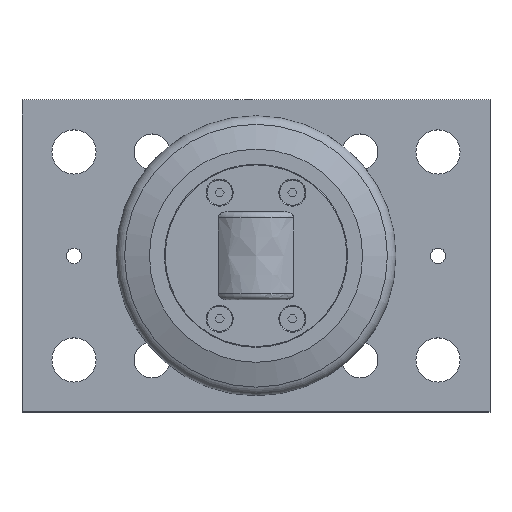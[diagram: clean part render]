
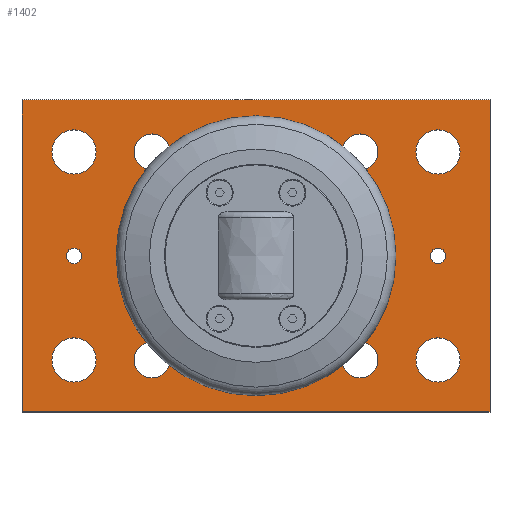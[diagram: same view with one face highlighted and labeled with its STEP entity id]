
A CAD part, top view. The second image highlights one B-rep face of the part: STEP entity #1402.
In plain terms, the highlighted planar face has unit normal (0, 0, 1).
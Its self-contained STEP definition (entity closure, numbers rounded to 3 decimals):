
#72=FACE_BOUND('',#325,.T.);
#73=FACE_BOUND('',#326,.T.);
#74=FACE_BOUND('',#327,.T.);
#75=FACE_BOUND('',#328,.T.);
#76=FACE_BOUND('',#329,.T.);
#77=FACE_BOUND('',#330,.T.);
#78=FACE_BOUND('',#331,.T.);
#79=FACE_BOUND('',#332,.T.);
#80=FACE_BOUND('',#333,.T.);
#81=FACE_BOUND('',#334,.T.);
#82=FACE_BOUND('',#335,.T.);
#121=CIRCLE('',#1522,3.);
#123=CIRCLE('',#1525,3.);
#125=CIRCLE('',#1528,8.5);
#127=CIRCLE('',#1531,8.5);
#129=CIRCLE('',#1534,8.5);
#131=CIRCLE('',#1537,8.5);
#133=CIRCLE('',#1540,6.918);
#134=CIRCLE('',#1541,6.918);
#136=CIRCLE('',#1544,6.918);
#137=CIRCLE('',#1545,6.918);
#139=CIRCLE('',#1548,6.918);
#140=CIRCLE('',#1549,6.918);
#142=CIRCLE('',#1552,6.918);
#143=CIRCLE('',#1553,6.918);
#145=CIRCLE('',#1557,35.);
#229=FACE_OUTER_BOUND('',#324,.T.);
#324=EDGE_LOOP('',(#1226,#1227,#1228,#1229));
#325=EDGE_LOOP('',(#1230));
#326=EDGE_LOOP('',(#1231));
#327=EDGE_LOOP('',(#1232));
#328=EDGE_LOOP('',(#1233));
#329=EDGE_LOOP('',(#1234));
#330=EDGE_LOOP('',(#1235));
#331=EDGE_LOOP('',(#1236));
#332=EDGE_LOOP('',(#1237,#1238));
#333=EDGE_LOOP('',(#1239,#1240));
#334=EDGE_LOOP('',(#1241,#1242));
#335=EDGE_LOOP('',(#1243,#1244));
#432=LINE('',#2324,#543);
#436=LINE('',#2332,#547);
#439=LINE('',#2338,#550);
#442=LINE('',#2343,#553);
#543=VECTOR('',#1843,10.);
#547=VECTOR('',#1849,10.);
#550=VECTOR('',#1854,10.);
#553=VECTOR('',#1859,10.);
#657=VERTEX_POINT('',#2322);
#658=VERTEX_POINT('',#2323);
#661=VERTEX_POINT('',#2331);
#663=VERTEX_POINT('',#2337);
#665=VERTEX_POINT('',#2346);
#667=VERTEX_POINT('',#2352);
#669=VERTEX_POINT('',#2358);
#671=VERTEX_POINT('',#2364);
#673=VERTEX_POINT('',#2370);
#675=VERTEX_POINT('',#2376);
#677=VERTEX_POINT('',#2382);
#678=VERTEX_POINT('',#2383);
#680=VERTEX_POINT('',#2390);
#681=VERTEX_POINT('',#2391);
#683=VERTEX_POINT('',#2398);
#684=VERTEX_POINT('',#2399);
#686=VERTEX_POINT('',#2406);
#687=VERTEX_POINT('',#2407);
#689=VERTEX_POINT('',#2415);
#832=EDGE_CURVE('',#657,#658,#432,.T.);
#836=EDGE_CURVE('',#661,#657,#436,.T.);
#839=EDGE_CURVE('',#663,#661,#439,.T.);
#842=EDGE_CURVE('',#658,#663,#442,.T.);
#844=EDGE_CURVE('',#665,#665,#121,.T.);
#847=EDGE_CURVE('',#667,#667,#123,.T.);
#850=EDGE_CURVE('',#669,#669,#125,.T.);
#853=EDGE_CURVE('',#671,#671,#127,.T.);
#856=EDGE_CURVE('',#673,#673,#129,.T.);
#859=EDGE_CURVE('',#675,#675,#131,.T.);
#862=EDGE_CURVE('',#677,#678,#133,.T.);
#863=EDGE_CURVE('',#678,#677,#134,.T.);
#866=EDGE_CURVE('',#680,#681,#136,.T.);
#867=EDGE_CURVE('',#681,#680,#137,.T.);
#870=EDGE_CURVE('',#683,#684,#139,.T.);
#871=EDGE_CURVE('',#684,#683,#140,.T.);
#874=EDGE_CURVE('',#686,#687,#142,.T.);
#875=EDGE_CURVE('',#687,#686,#143,.T.);
#878=EDGE_CURVE('',#689,#689,#145,.T.);
#1226=ORIENTED_EDGE('',*,*,#842,.F.);
#1227=ORIENTED_EDGE('',*,*,#832,.F.);
#1228=ORIENTED_EDGE('',*,*,#836,.F.);
#1229=ORIENTED_EDGE('',*,*,#839,.F.);
#1230=ORIENTED_EDGE('',*,*,#878,.T.);
#1231=ORIENTED_EDGE('',*,*,#844,.T.);
#1232=ORIENTED_EDGE('',*,*,#847,.T.);
#1233=ORIENTED_EDGE('',*,*,#850,.T.);
#1234=ORIENTED_EDGE('',*,*,#853,.T.);
#1235=ORIENTED_EDGE('',*,*,#856,.T.);
#1236=ORIENTED_EDGE('',*,*,#859,.T.);
#1237=ORIENTED_EDGE('',*,*,#862,.T.);
#1238=ORIENTED_EDGE('',*,*,#863,.T.);
#1239=ORIENTED_EDGE('',*,*,#866,.T.);
#1240=ORIENTED_EDGE('',*,*,#867,.T.);
#1241=ORIENTED_EDGE('',*,*,#870,.T.);
#1242=ORIENTED_EDGE('',*,*,#871,.T.);
#1243=ORIENTED_EDGE('',*,*,#874,.T.);
#1244=ORIENTED_EDGE('',*,*,#875,.T.);
#1334=PLANE('',#1556);
#1402=ADVANCED_FACE('',(#229,#72,#73,#74,#75,#76,#77,#78,#79,#80,#81,#82),
#1334,.T.);
#1522=AXIS2_PLACEMENT_3D('',#2347,#1863,#1864);
#1525=AXIS2_PLACEMENT_3D('',#2353,#1870,#1871);
#1528=AXIS2_PLACEMENT_3D('',#2359,#1877,#1878);
#1531=AXIS2_PLACEMENT_3D('',#2365,#1884,#1885);
#1534=AXIS2_PLACEMENT_3D('',#2371,#1891,#1892);
#1537=AXIS2_PLACEMENT_3D('',#2377,#1898,#1899);
#1540=AXIS2_PLACEMENT_3D('',#2384,#1905,#1906);
#1541=AXIS2_PLACEMENT_3D('',#2385,#1907,#1908);
#1544=AXIS2_PLACEMENT_3D('',#2392,#1914,#1915);
#1545=AXIS2_PLACEMENT_3D('',#2393,#1916,#1917);
#1548=AXIS2_PLACEMENT_3D('',#2400,#1923,#1924);
#1549=AXIS2_PLACEMENT_3D('',#2401,#1925,#1926);
#1552=AXIS2_PLACEMENT_3D('',#2408,#1932,#1933);
#1553=AXIS2_PLACEMENT_3D('',#2409,#1934,#1935);
#1556=AXIS2_PLACEMENT_3D('',#2414,#1941,#1942);
#1557=AXIS2_PLACEMENT_3D('',#2416,#1943,#1944);
#1843=DIRECTION('',(-1.,0.,0.));
#1849=DIRECTION('',(0.,-1.,0.));
#1854=DIRECTION('',(1.,0.,0.));
#1859=DIRECTION('',(0.,1.,0.));
#1863=DIRECTION('center_axis',(0.,0.,-1.));
#1864=DIRECTION('ref_axis',(-1.,0.,0.));
#1870=DIRECTION('center_axis',(0.,0.,-1.));
#1871=DIRECTION('ref_axis',(-1.,0.,0.));
#1877=DIRECTION('center_axis',(0.,0.,-1.));
#1878=DIRECTION('ref_axis',(-1.,0.,0.));
#1884=DIRECTION('center_axis',(0.,0.,-1.));
#1885=DIRECTION('ref_axis',(-1.,0.,0.));
#1891=DIRECTION('center_axis',(0.,0.,-1.));
#1892=DIRECTION('ref_axis',(-1.,0.,0.));
#1898=DIRECTION('center_axis',(0.,0.,-1.));
#1899=DIRECTION('ref_axis',(-1.,0.,0.));
#1905=DIRECTION('center_axis',(0.,0.,-1.));
#1906=DIRECTION('ref_axis',(1.,0.,0.));
#1907=DIRECTION('center_axis',(0.,0.,-1.));
#1908=DIRECTION('ref_axis',(1.,0.,0.));
#1914=DIRECTION('center_axis',(0.,0.,-1.));
#1915=DIRECTION('ref_axis',(1.,0.,0.));
#1916=DIRECTION('center_axis',(0.,0.,-1.));
#1917=DIRECTION('ref_axis',(1.,0.,0.));
#1923=DIRECTION('center_axis',(0.,0.,-1.));
#1924=DIRECTION('ref_axis',(1.,0.,0.));
#1925=DIRECTION('center_axis',(0.,0.,-1.));
#1926=DIRECTION('ref_axis',(1.,0.,0.));
#1932=DIRECTION('center_axis',(0.,0.,-1.));
#1933=DIRECTION('ref_axis',(1.,0.,0.));
#1934=DIRECTION('center_axis',(0.,0.,-1.));
#1935=DIRECTION('ref_axis',(1.,0.,0.));
#1941=DIRECTION('center_axis',(0.,0.,1.));
#1942=DIRECTION('ref_axis',(1.,0.,0.));
#1943=DIRECTION('center_axis',(0.,0.,-1.));
#1944=DIRECTION('ref_axis',(0.,-1.,0.));
#2322=CARTESIAN_POINT('',(180.,0.,20.));
#2323=CARTESIAN_POINT('',(0.,0.,20.));
#2324=CARTESIAN_POINT('',(0.,0.,20.));
#2331=CARTESIAN_POINT('',(180.,120.,20.));
#2332=CARTESIAN_POINT('',(180.,0.,20.));
#2337=CARTESIAN_POINT('',(0.,120.,20.));
#2338=CARTESIAN_POINT('',(180.,120.,20.));
#2343=CARTESIAN_POINT('',(0.,120.,20.));
#2346=CARTESIAN_POINT('',(23.,60.,20.));
#2347=CARTESIAN_POINT('Origin',(20.,60.,20.));
#2352=CARTESIAN_POINT('',(163.,60.,20.));
#2353=CARTESIAN_POINT('Origin',(160.,60.,20.));
#2358=CARTESIAN_POINT('',(168.5,100.,20.));
#2359=CARTESIAN_POINT('Origin',(160.,100.,20.));
#2364=CARTESIAN_POINT('',(168.5,20.,20.));
#2365=CARTESIAN_POINT('Origin',(160.,20.,20.));
#2370=CARTESIAN_POINT('',(28.5,100.,20.));
#2371=CARTESIAN_POINT('Origin',(20.,100.,20.));
#2376=CARTESIAN_POINT('',(28.5,20.,20.));
#2377=CARTESIAN_POINT('Origin',(20.,20.,20.));
#2382=CARTESIAN_POINT('',(56.918,100.,20.));
#2383=CARTESIAN_POINT('',(43.083,100.,20.));
#2384=CARTESIAN_POINT('Origin',(50.,100.,20.));
#2385=CARTESIAN_POINT('Origin',(50.,100.,20.));
#2390=CARTESIAN_POINT('',(136.918,100.,20.));
#2391=CARTESIAN_POINT('',(123.083,100.,20.));
#2392=CARTESIAN_POINT('Origin',(130.,100.,20.));
#2393=CARTESIAN_POINT('Origin',(130.,100.,20.));
#2398=CARTESIAN_POINT('',(136.918,20.,20.));
#2399=CARTESIAN_POINT('',(123.083,20.,20.));
#2400=CARTESIAN_POINT('Origin',(130.,20.,20.));
#2401=CARTESIAN_POINT('Origin',(130.,20.,20.));
#2406=CARTESIAN_POINT('',(56.918,20.,20.));
#2407=CARTESIAN_POINT('',(43.083,20.,20.));
#2408=CARTESIAN_POINT('Origin',(50.,20.,20.));
#2409=CARTESIAN_POINT('Origin',(50.,20.,20.));
#2414=CARTESIAN_POINT('Origin',(90.,60.,20.));
#2415=CARTESIAN_POINT('',(90.,95.,20.));
#2416=CARTESIAN_POINT('Origin',(90.,60.,20.));
